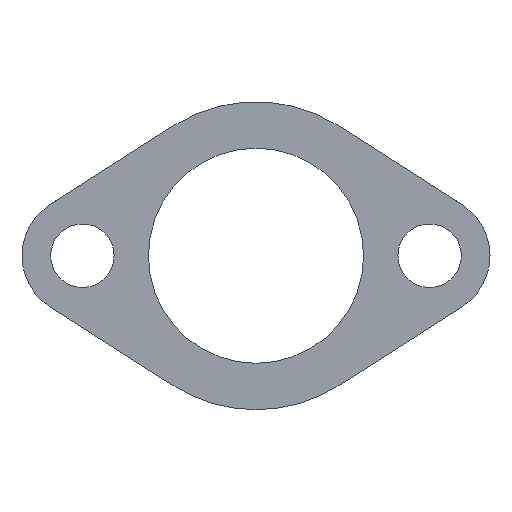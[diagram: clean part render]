
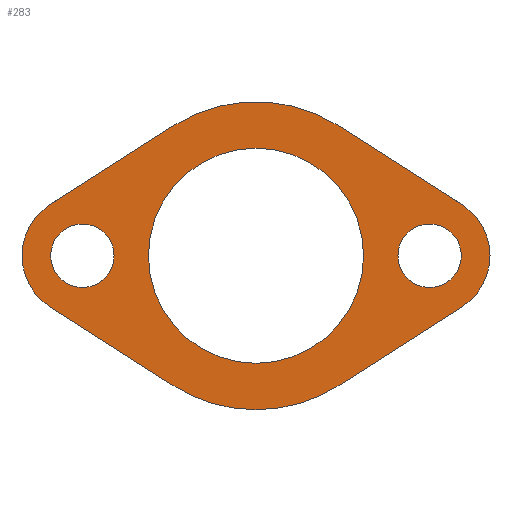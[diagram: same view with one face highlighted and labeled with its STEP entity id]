
A CAD part, front view. The second image highlights one B-rep face of the part: STEP entity #283.
In plain terms, the highlighted planar face has unit normal (0, -1, 0).
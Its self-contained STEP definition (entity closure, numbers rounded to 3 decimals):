
#2 = EDGE_CURVE ( 'NONE', #1054, #887, #1002, .T. ) ;
#5 = DIRECTION ( 'NONE',  ( 0., -1., 0. ) ) ;
#7 = VERTEX_POINT ( 'NONE', #37 ) ;
#8 = EDGE_CURVE ( 'NONE', #425, #648, #902, .T. ) ;
#10 = CIRCLE ( 'NONE', #498, 20.4 ) ;
#15 = CARTESIAN_POINT ( 'NONE',  ( 27.313, -5., 6.738 ) ) ;
#17 = DIRECTION ( 'NONE',  ( 0., 0., 1. ) ) ;
#18 = EDGE_CURVE ( 'NONE', #643, #86, #855, .T. ) ;
#24 = DIRECTION ( 'NONE',  ( 0., 1., 0. ) ) ;
#25 = VERTEX_POINT ( 'NONE', #191 ) ;
#35 = DIRECTION ( 'NONE',  ( 0., 0., 1. ) ) ;
#36 = CARTESIAN_POINT ( 'NONE',  ( 23., -5., 4.2 ) ) ;
#37 = CARTESIAN_POINT ( 'NONE',  ( -23., -5., 4.2 ) ) ;
#52 = EDGE_LOOP ( 'NONE', ( #303, #151 ) ) ;
#67 = VERTEX_POINT ( 'NONE', #239 ) ;
#86 = VERTEX_POINT ( 'NONE', #154 ) ;
#95 = DIRECTION ( 'NONE',  ( 0., 0., 1. ) ) ;
#98 = CIRCLE ( 'NONE', #364, 4.2 ) ;
#99 = ORIENTED_EDGE ( 'NONE', *, *, #544, .F. ) ;
#113 = DIRECTION ( 'NONE',  ( 0.842, 0., 0.539 ) ) ;
#117 = CIRCLE ( 'NONE', #278, 14.25 ) ;
#125 = CARTESIAN_POINT ( 'NONE',  ( 0., -5., -14.25 ) ) ;
#133 = CARTESIAN_POINT ( 'NONE',  ( 0., -5., -20.4 ) ) ;
#136 = EDGE_CURVE ( 'NONE', #648, #987, #10, .T. ) ;
#143 = LINE ( 'NONE', #638, #450 ) ;
#151 = ORIENTED_EDGE ( 'NONE', *, *, #18, .F. ) ;
#154 = CARTESIAN_POINT ( 'NONE',  ( 23., -5., -4.2 ) ) ;
#189 = AXIS2_PLACEMENT_3D ( 'NONE', #660, #831, #514 ) ;
#191 = CARTESIAN_POINT ( 'NONE',  ( -23., -5., -4.2 ) ) ;
#192 = DIRECTION ( 'NONE',  ( 0., 0., 1. ) ) ;
#193 = EDGE_LOOP ( 'NONE', ( #633, #335 ) ) ;
#212 = CARTESIAN_POINT ( 'NONE',  ( -10.998, -5., -17.181 ) ) ;
#228 = VERTEX_POINT ( 'NONE', #589 ) ;
#239 = CARTESIAN_POINT ( 'NONE',  ( 27.313, -5., -6.738 ) ) ;
#242 = EDGE_CURVE ( 'NONE', #323, #228, #117, .T. ) ;
#257 = DIRECTION ( 'NONE',  ( 0., 1., 0. ) ) ;
#263 = ORIENTED_EDGE ( 'NONE', *, *, #892, .T. ) ;
#264 = DIRECTION ( 'NONE',  ( 0., 0., 1. ) ) ;
#268 = DIRECTION ( 'NONE',  ( 0., 1., 0. ) ) ;
#278 = AXIS2_PLACEMENT_3D ( 'NONE', #604, #358, #907 ) ;
#280 = FACE_BOUND ( 'NONE', #52, .T. ) ;
#283 = ADVANCED_FACE ( 'NONE', ( #616, #929, #788, #280 ), #290, .F. ) ;
#286 = CARTESIAN_POINT ( 'NONE',  ( -23., -5., 0. ) ) ;
#290 = PLANE ( 'NONE',  #534 ) ;
#293 = ORIENTED_EDGE ( 'NONE', *, *, #466, .T. ) ;
#299 = CIRCLE ( 'NONE', #501, 4.2 ) ;
#303 = ORIENTED_EDGE ( 'NONE', *, *, #1057, .F. ) ;
#316 = CARTESIAN_POINT ( 'NONE',  ( 0., -5., 0. ) ) ;
#323 = VERTEX_POINT ( 'NONE', #125 ) ;
#325 = LINE ( 'NONE', #828, #1053 ) ;
#335 = ORIENTED_EDGE ( 'NONE', *, *, #922, .F. ) ;
#353 = CARTESIAN_POINT ( 'NONE',  ( 10.998, -5., 17.181 ) ) ;
#358 = DIRECTION ( 'NONE',  ( 0., -1., 0. ) ) ;
#364 = AXIS2_PLACEMENT_3D ( 'NONE', #286, #774, #35 ) ;
#376 = ORIENTED_EDGE ( 'NONE', *, *, #381, .T. ) ;
#381 = EDGE_CURVE ( 'NONE', #25, #7, #98, .T. ) ;
#384 = AXIS2_PLACEMENT_3D ( 'NONE', #978, #257, #504 ) ;
#419 = ORIENTED_EDGE ( 'NONE', *, *, #988, .T. ) ;
#425 = VERTEX_POINT ( 'NONE', #728 ) ;
#426 = DIRECTION ( 'NONE',  ( 0., -1., 0. ) ) ;
#428 = CARTESIAN_POINT ( 'NONE',  ( 23., -5., 0. ) ) ;
#432 = CIRCLE ( 'NONE', #573, 8. ) ;
#443 = DIRECTION ( 'NONE',  ( 0., 1., 0. ) ) ;
#446 = DIRECTION ( 'NONE',  ( 0., 0., 1. ) ) ;
#447 = AXIS2_PLACEMENT_3D ( 'NONE', #607, #1006, #446 ) ;
#449 = ORIENTED_EDGE ( 'NONE', *, *, #8, .F. ) ;
#450 = VECTOR ( 'NONE', #113, 1000. ) ;
#466 = EDGE_CURVE ( 'NONE', #425, #67, #723, .T. ) ;
#493 = CARTESIAN_POINT ( 'NONE',  ( -27.313, -5., -6.738 ) ) ;
#494 = DIRECTION ( 'NONE',  ( 0., 0., 1. ) ) ;
#498 = AXIS2_PLACEMENT_3D ( 'NONE', #316, #730, #962 ) ;
#500 = VECTOR ( 'NONE', #960, 1000. ) ;
#501 = AXIS2_PLACEMENT_3D ( 'NONE', #927, #426, #192 ) ;
#504 = DIRECTION ( 'NONE',  ( 0., 0., 1. ) ) ;
#514 = DIRECTION ( 'NONE',  ( 0., 0., 1. ) ) ;
#534 = AXIS2_PLACEMENT_3D ( 'NONE', #933, #443, #868 ) ;
#544 = EDGE_CURVE ( 'NONE', #1052, #1054, #143, .T. ) ;
#556 = EDGE_LOOP ( 'NONE', ( #376, #763 ) ) ;
#561 = ORIENTED_EDGE ( 'NONE', *, *, #136, .F. ) ;
#573 = AXIS2_PLACEMENT_3D ( 'NONE', #741, #268, #264 ) ;
#589 = CARTESIAN_POINT ( 'NONE',  ( 0., -5., 14.25 ) ) ;
#604 = CARTESIAN_POINT ( 'NONE',  ( 0., -5., 0. ) ) ;
#607 = CARTESIAN_POINT ( 'NONE',  ( 0., -5., 0. ) ) ;
#608 = CIRCLE ( 'NONE', #384, 4.2 ) ;
#615 = LINE ( 'NONE', #353, #1055 ) ;
#616 = FACE_OUTER_BOUND ( 'NONE', #721, .T. ) ;
#622 = CARTESIAN_POINT ( 'NONE',  ( 23., -5., 0. ) ) ;
#633 = ORIENTED_EDGE ( 'NONE', *, *, #242, .F. ) ;
#636 = AXIS2_PLACEMENT_3D ( 'NONE', #622, #772, #95 ) ;
#638 = CARTESIAN_POINT ( 'NONE',  ( -27.313, -5., 6.738 ) ) ;
#643 = VERTEX_POINT ( 'NONE', #36 ) ;
#648 = VERTEX_POINT ( 'NONE', #133 ) ;
#660 = CARTESIAN_POINT ( 'NONE',  ( 0., -5., 0. ) ) ;
#681 = CARTESIAN_POINT ( 'NONE',  ( -27.313, -5., 6.738 ) ) ;
#685 = CARTESIAN_POINT ( 'NONE',  ( -10.998, -5., 17.181 ) ) ;
#721 = EDGE_LOOP ( 'NONE', ( #449, #293, #263, #419, #986, #99, #768, #851, #561 ) ) ;
#723 = LINE ( 'NONE', #813, #500 ) ;
#728 = CARTESIAN_POINT ( 'NONE',  ( 10.998, -5., -17.181 ) ) ;
#730 = DIRECTION ( 'NONE',  ( 0., 1., 0. ) ) ;
#741 = CARTESIAN_POINT ( 'NONE',  ( -23., -5., 0. ) ) ;
#752 = AXIS2_PLACEMENT_3D ( 'NONE', #757, #24, #17 ) ;
#757 = CARTESIAN_POINT ( 'NONE',  ( 0., -5., 0. ) ) ;
#763 = ORIENTED_EDGE ( 'NONE', *, *, #1034, .T. ) ;
#768 = ORIENTED_EDGE ( 'NONE', *, *, #904, .F. ) ;
#772 = DIRECTION ( 'NONE',  ( 0., -1., 0. ) ) ;
#774 = DIRECTION ( 'NONE',  ( 0., 1., 0. ) ) ;
#788 = FACE_BOUND ( 'NONE', #556, .T. ) ;
#800 = CIRCLE ( 'NONE', #871, 8. ) ;
#813 = CARTESIAN_POINT ( 'NONE',  ( 10.998, -5., -17.181 ) ) ;
#828 = CARTESIAN_POINT ( 'NONE',  ( -27.313, -5., -6.738 ) ) ;
#831 = DIRECTION ( 'NONE',  ( 0., -1., 0. ) ) ;
#842 = DIRECTION ( 'NONE',  ( -0.842, 0., 0.539 ) ) ;
#851 = ORIENTED_EDGE ( 'NONE', *, *, #912, .F. ) ;
#855 = CIRCLE ( 'NONE', #636, 4.2 ) ;
#857 = VERTEX_POINT ( 'NONE', #15 ) ;
#868 = DIRECTION ( 'NONE',  ( 0., 0., 1. ) ) ;
#871 = AXIS2_PLACEMENT_3D ( 'NONE', #428, #5, #494 ) ;
#887 = VERTEX_POINT ( 'NONE', #906 ) ;
#892 = EDGE_CURVE ( 'NONE', #67, #857, #800, .T. ) ;
#902 = CIRCLE ( 'NONE', #447, 20.4 ) ;
#904 = EDGE_CURVE ( 'NONE', #1007, #1052, #432, .T. ) ;
#906 = CARTESIAN_POINT ( 'NONE',  ( 10.998, -5., 17.181 ) ) ;
#907 = DIRECTION ( 'NONE',  ( 0., 0., 1. ) ) ;
#912 = EDGE_CURVE ( 'NONE', #987, #1007, #325, .T. ) ;
#922 = EDGE_CURVE ( 'NONE', #228, #323, #1004, .T. ) ;
#927 = CARTESIAN_POINT ( 'NONE',  ( 23., -5., 0. ) ) ;
#929 = FACE_BOUND ( 'NONE', #193, .T. ) ;
#933 = CARTESIAN_POINT ( 'NONE',  ( 0., -5., 0. ) ) ;
#960 = DIRECTION ( 'NONE',  ( 0.842, 0., 0.539 ) ) ;
#962 = DIRECTION ( 'NONE',  ( 0., 0., 1. ) ) ;
#978 = CARTESIAN_POINT ( 'NONE',  ( -23., -5., 0. ) ) ;
#986 = ORIENTED_EDGE ( 'NONE', *, *, #2, .F. ) ;
#987 = VERTEX_POINT ( 'NONE', #212 ) ;
#988 = EDGE_CURVE ( 'NONE', #857, #887, #615, .T. ) ;
#1002 = CIRCLE ( 'NONE', #752, 20.4 ) ;
#1004 = CIRCLE ( 'NONE', #189, 14.25 ) ;
#1006 = DIRECTION ( 'NONE',  ( 0., 1., 0. ) ) ;
#1007 = VERTEX_POINT ( 'NONE', #493 ) ;
#1034 = EDGE_CURVE ( 'NONE', #7, #25, #608, .T. ) ;
#1052 = VERTEX_POINT ( 'NONE', #681 ) ;
#1053 = VECTOR ( 'NONE', #1056, 1000. ) ;
#1054 = VERTEX_POINT ( 'NONE', #685 ) ;
#1055 = VECTOR ( 'NONE', #842, 1000. ) ;
#1056 = DIRECTION ( 'NONE',  ( -0.842, 0., 0.539 ) ) ;
#1057 = EDGE_CURVE ( 'NONE', #86, #643, #299, .T. ) ;
